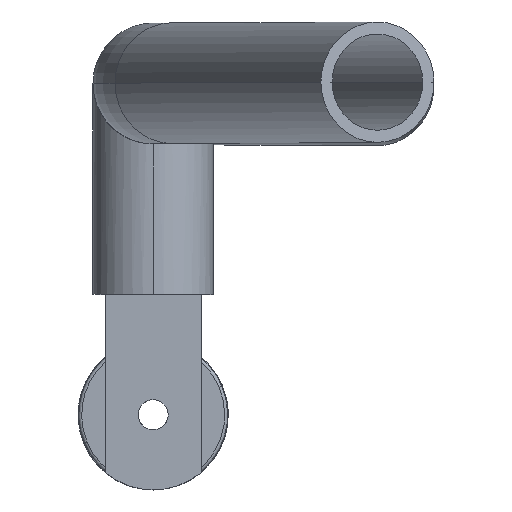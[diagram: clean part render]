
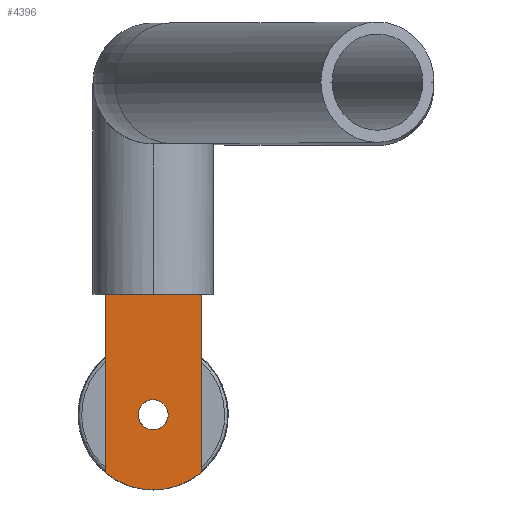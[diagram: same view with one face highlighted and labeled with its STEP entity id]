
A CAD part, top view. The second image highlights one B-rep face of the part: STEP entity #4396.
In plain terms, the highlighted face is planar.
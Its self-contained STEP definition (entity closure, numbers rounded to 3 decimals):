
#150 = FACE_OUTER_BOUND ( 'NONE', #3626, .T. ) ;
#609 = ORIENTED_EDGE ( 'NONE', *, *, #2656, .F. ) ;
#823 = EDGE_CURVE ( 'NONE', #7822, #5544, #7187, .T. ) ;
#1374 = CIRCLE ( 'NONE', #3059, 2.5 ) ;
#1862 = DIRECTION ( 'NONE',  ( 0., 0., -1. ) ) ;
#1892 = LINE ( 'NONE', #2081, #2507 ) ;
#2048 = FACE_BOUND ( 'NONE', #6311, .T. ) ;
#2056 = LINE ( 'NONE', #7002, #7549 ) ;
#2081 = CARTESIAN_POINT ( 'NONE',  ( 0., -20., 0. ) ) ;
#2120 = CARTESIAN_POINT ( 'NONE',  ( 0., 0., 0. ) ) ;
#2469 = CARTESIAN_POINT ( 'NONE',  ( 0., 0., 0. ) ) ;
#2507 = VECTOR ( 'NONE', #4547, 1000. ) ;
#2656 = EDGE_CURVE ( 'NONE', #7237, #6564, #2056, .T. ) ;
#2673 = VERTEX_POINT ( 'NONE', #5633 ) ;
#2767 = DIRECTION ( 'NONE',  ( 1., 0., 0. ) ) ;
#2933 = CIRCLE ( 'NONE', #6941, 12.5 ) ;
#2970 = CARTESIAN_POINT ( 'NONE',  ( 0., 9.605, 8. ) ) ;
#3059 = AXIS2_PLACEMENT_3D ( 'NONE', #2469, #6239, #1862 ) ;
#3094 = DIRECTION ( 'NONE',  ( 0., -1., 0. ) ) ;
#3626 = EDGE_LOOP ( 'NONE', ( #609, #5457, #7261, #3977 ) ) ;
#3896 = CARTESIAN_POINT ( 'NONE',  ( 0., 9.605, 8. ) ) ;
#3928 = DIRECTION ( 'NONE',  ( 0., 1., 0. ) ) ;
#3977 = ORIENTED_EDGE ( 'NONE', *, *, #7317, .F. ) ;
#4140 = CARTESIAN_POINT ( 'NONE',  ( 0., 0., -2.5 ) ) ;
#4396 = ADVANCED_FACE ( 'NONE', ( #150, #2048 ), #7602, .T. ) ;
#4516 = CARTESIAN_POINT ( 'NONE',  ( 0., 0., 0. ) ) ;
#4536 = CARTESIAN_POINT ( 'NONE',  ( 0., 0., 2.5 ) ) ;
#4547 = DIRECTION ( 'NONE',  ( 0., 0., 1. ) ) ;
#4625 = DIRECTION ( 'NONE',  ( 0., 0., -1. ) ) ;
#5039 = VERTEX_POINT ( 'NONE', #2970 ) ;
#5079 = CARTESIAN_POINT ( 'NONE',  ( 0., 0., 0. ) ) ;
#5313 = EDGE_CURVE ( 'NONE', #5039, #2673, #6974, .T. ) ;
#5453 = AXIS2_PLACEMENT_3D ( 'NONE', #4516, #6342, #6993 ) ;
#5457 = ORIENTED_EDGE ( 'NONE', *, *, #6076, .T. ) ;
#5520 = CARTESIAN_POINT ( 'NONE',  ( 0., 9.605, -8. ) ) ;
#5544 = VERTEX_POINT ( 'NONE', #4140 ) ;
#5612 = VECTOR ( 'NONE', #3094, 1000. ) ;
#5633 = CARTESIAN_POINT ( 'NONE',  ( 0., -20., 8. ) ) ;
#6076 = EDGE_CURVE ( 'NONE', #7237, #2673, #1892, .T. ) ;
#6214 = DIRECTION ( 'NONE',  ( 0., 0., 1. ) ) ;
#6239 = DIRECTION ( 'NONE',  ( 1., 0., 0. ) ) ;
#6311 = EDGE_LOOP ( 'NONE', ( #6338, #7842 ) ) ;
#6338 = ORIENTED_EDGE ( 'NONE', *, *, #823, .T. ) ;
#6342 = DIRECTION ( 'NONE',  ( -1., 0., 0. ) ) ;
#6564 = VERTEX_POINT ( 'NONE', #5520 ) ;
#6834 = EDGE_CURVE ( 'NONE', #5544, #7822, #1374, .T. ) ;
#6941 = AXIS2_PLACEMENT_3D ( 'NONE', #5079, #6950, #6214 ) ;
#6950 = DIRECTION ( 'NONE',  ( 1., 0., 0. ) ) ;
#6974 = LINE ( 'NONE', #3896, #5612 ) ;
#6993 = DIRECTION ( 'NONE',  ( 0., 0., 1. ) ) ;
#7002 = CARTESIAN_POINT ( 'NONE',  ( 0., 9.605, -8. ) ) ;
#7187 = CIRCLE ( 'NONE', #7442, 2.5 ) ;
#7237 = VERTEX_POINT ( 'NONE', #7518 ) ;
#7261 = ORIENTED_EDGE ( 'NONE', *, *, #5313, .F. ) ;
#7317 = EDGE_CURVE ( 'NONE', #6564, #5039, #2933, .T. ) ;
#7442 = AXIS2_PLACEMENT_3D ( 'NONE', #2120, #2767, #4625 ) ;
#7518 = CARTESIAN_POINT ( 'NONE',  ( 0., -20., -8. ) ) ;
#7549 = VECTOR ( 'NONE', #3928, 1000. ) ;
#7602 = PLANE ( 'NONE',  #5453 ) ;
#7822 = VERTEX_POINT ( 'NONE', #4536 ) ;
#7842 = ORIENTED_EDGE ( 'NONE', *, *, #6834, .T. ) ;
